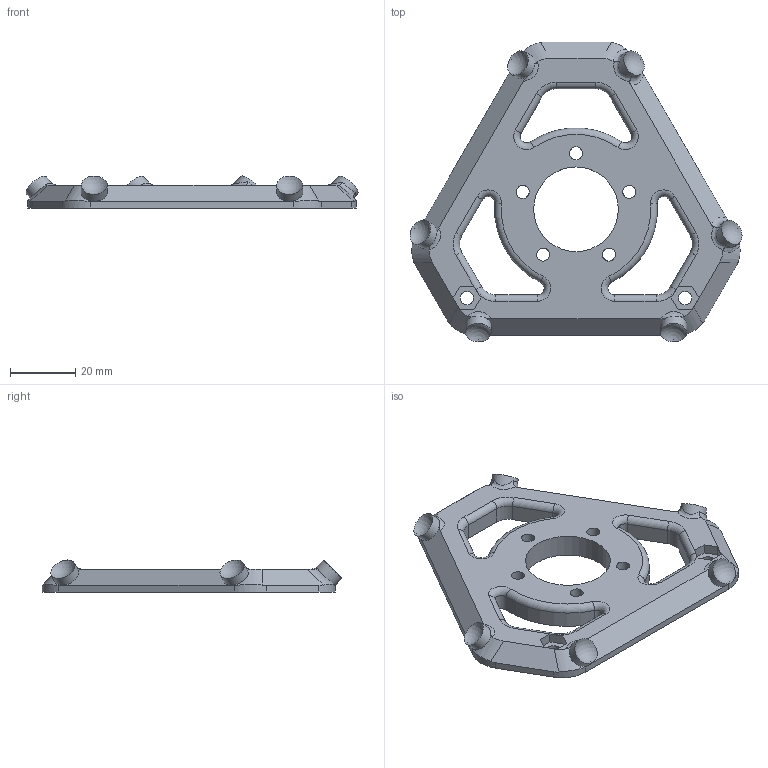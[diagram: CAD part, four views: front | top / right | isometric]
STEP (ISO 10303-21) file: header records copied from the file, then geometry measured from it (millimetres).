
FILE_DESCRIPTION(/* description */ (''),/* implementation_level */ '2;1');
FILE_NAME(/* name */ 'DP_mag_end_effector_rev1.stp',/* time_stamp */ '2015-01-15T06:54:51+10:00',/* author */ ('Brad'),/* organization */ (''),/* preprocessor_version */ 'ST-DEVELOPER v15.6',/* originating_system */ 'Autodesk Inventor 2015',/* authorisation */ '');
FILE_SCHEMA (('AUTOMOTIVE_DESIGN { 1 0 10303 214 3 1 1 }'));
Length unit declared in the file: millimetre
Products named in the file (1): DP_mag_end_effector_rev1
Bounding box: 101.97 x 92.07 x 9.83 mm (x, y, z)
Volume: 30097.2 mm3; surface area: 14574.6 mm2
Topology: 1 solids, 1 shells, 163 faces, 471 edges, 307 vertices
Faces by surface type: plane 72, cylinder 50, bspline 18, torus 17, sphere 6
Full cylindrical faces by diameter (mm): 4 x7, 8 x6, 26 x1
Entity records: 5681 total; most frequent: CARTESIAN_POINT 1558, ORIENTED_EDGE 856, DIRECTION 839, EDGE_CURVE 428, AXIS2_PLACEMENT_3D 309, VERTEX_POINT 284, LINE 221, VECTOR 221
